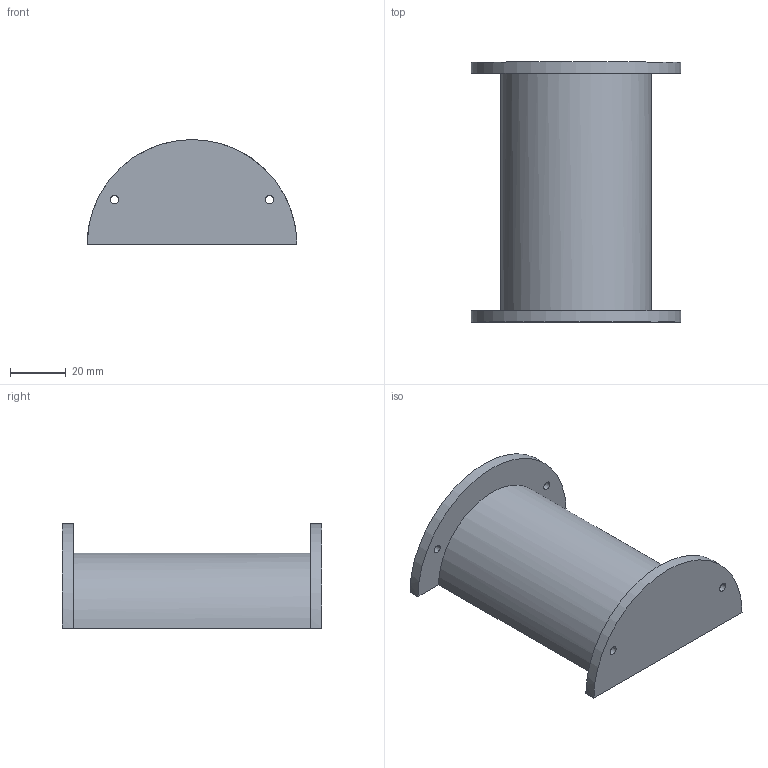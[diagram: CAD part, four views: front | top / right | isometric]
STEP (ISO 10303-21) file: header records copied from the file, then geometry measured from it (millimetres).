
FILE_DESCRIPTION(/* description */ (''),/* implementation_level */ '2;1');
FILE_NAME(/* name */ 'ROTULE~2',/* time_stamp */ '2024-03-23T23:31:14+01:00',/* author */ (''),/* organization */ (''),/* preprocessor_version */ 'ST-DEVELOPER v16.5',/* originating_system */ '',/* authorisation */ '');
FILE_SCHEMA (('CONFIG_CONTROL_DESIGN'));
Length unit declared in the file: millimetre
Products named in the file (1): Document
Bounding box: 75 x 93 x 37.5 mm (x, y, z)
Volume: 111765.8 mm3; surface area: 21048.8 mm2
Topology: 1 solids, 1 shells, 24 faces, 56 edges, 36 vertices
Faces by surface type: cylinder 15, plane 9
Entity records: 743 total; most frequent: CARTESIAN_POINT 264, ORIENTED_EDGE 112, EDGE_CURVE 56, VERTEX_POINT 36, EDGE_LOOP 34, DIRECTION 28, AXIS2_PLACEMENT_3D 26, ADVANCED_FACE 24
